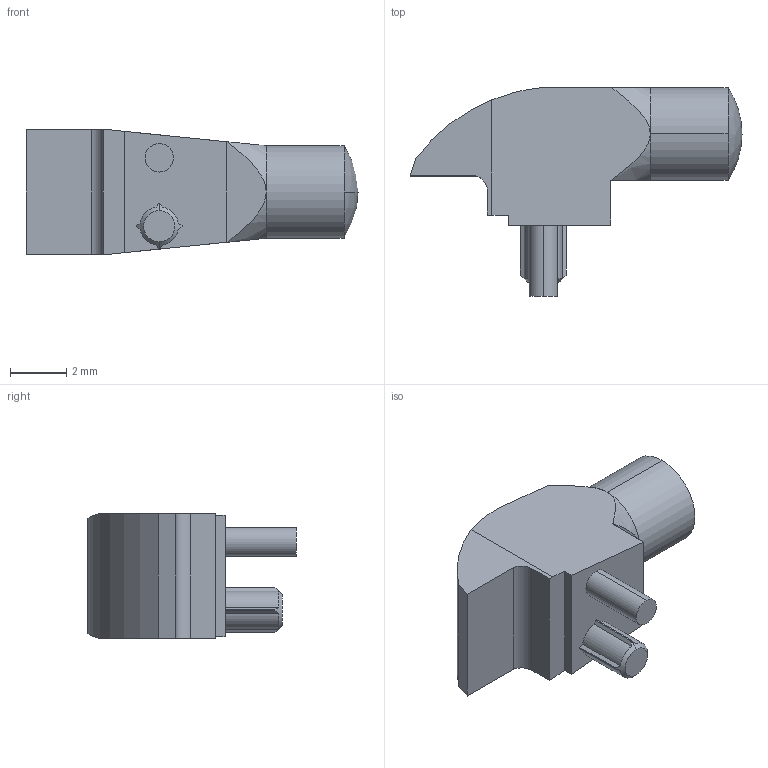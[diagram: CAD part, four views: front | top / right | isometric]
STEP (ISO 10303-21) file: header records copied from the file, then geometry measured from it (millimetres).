
FILE_DESCRIPTION (( 'STEP AP214' ), '1' );
FILE_NAME ('7511A96.STEP', '2019-05-08T21:32:24', ( 'user' ), ( 'Microsoft' ), 'SwSTEP 2.0', 'SolidWorks 2018', '' );
FILE_SCHEMA (( 'AUTOMOTIVE_DESIGN' ));
Length unit declared in the file: inch
Products named in the file (1): 7511A96
Bounding box: 11.84 x 7.44 x 4.45 mm (x, y, z)
Volume: 151.4 mm3; surface area: 203.4 mm2
Topology: 1 solids, 1 shells, 45 faces, 118 edges, 77 vertices
Faces by surface type: plane 27, cylinder 10, cone 6, sphere 2
Entity records: 1482 total; most frequent: CARTESIAN_POINT 353, ORIENTED_EDGE 236, DIRECTION 214, EDGE_CURVE 118, VERTEX_POINT 77, AXIS2_PLACEMENT_3D 74, LINE 66, VECTOR 66
